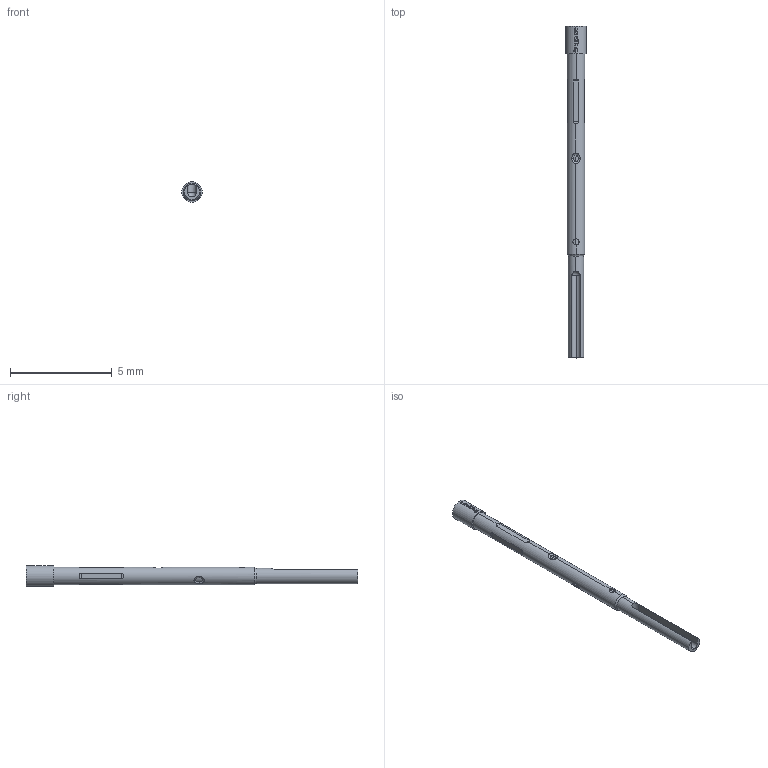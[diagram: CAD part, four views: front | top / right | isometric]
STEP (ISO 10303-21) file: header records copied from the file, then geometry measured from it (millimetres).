
FILE_DESCRIPTION (( 'STEP AP203' ), '1' );
FILE_NAME ('INGUN_KS-069_30.STEP', '2022-02-09T05:09:05', ( 'ochi' ), ( '' ), 'SwSTEP 2.0', 'SolidWorks 2018', '' );
FILE_SCHEMA (( 'CONFIG_CONTROL_DESIGN' ));
Length unit declared in the file: millimetre
Products named in the file (1): INGUN_KS-069_30
Bounding box: 1 x 16.3 x 1 mm (x, y, z)
Volume: 8 mm3; surface area: 48.3 mm2
Topology: 1 solids, 1 shells, 114 faces, 314 edges, 207 vertices
Faces by surface type: cylinder 44, bspline 43, plane 18, torus 6, cone 2, sphere 1
Entity records: 4745 total; most frequent: CARTESIAN_POINT 2339, ORIENTED_EDGE 624, EDGE_CURVE 312, DIRECTION 249, B_SPLINE_CURVE_WITH_KNOTS 230, VERTEX_POINT 206, EDGE_LOOP 120, FACE_OUTER_BOUND 114
